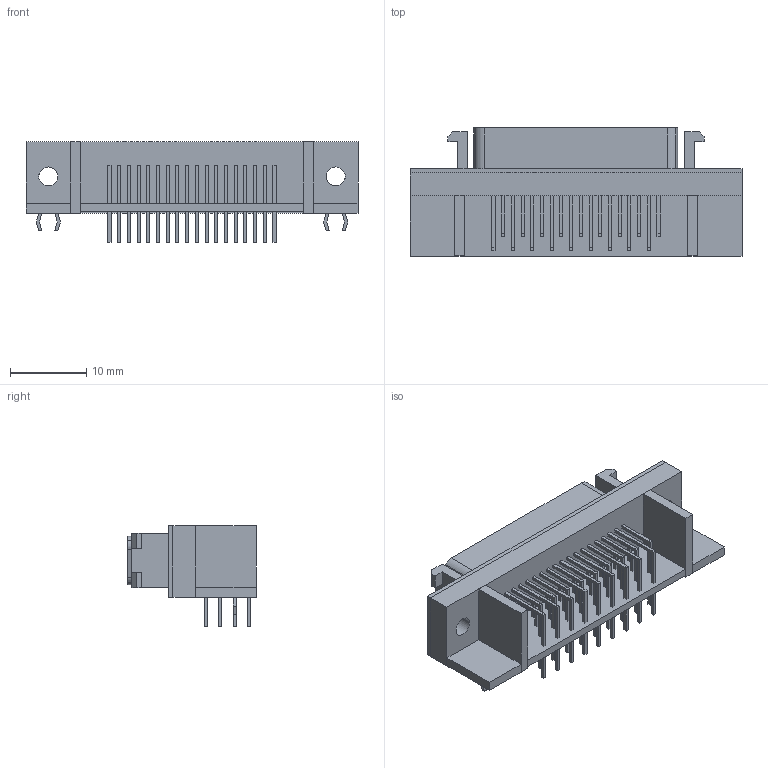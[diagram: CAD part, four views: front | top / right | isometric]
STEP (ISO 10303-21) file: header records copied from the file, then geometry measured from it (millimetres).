
FILE_DESCRIPTION((''),'2;1');
FILE_NAME('3M_10236-55G3PL.stp','2009-10-14T11:48:28',(''),(''),'Mechanical Desktop 2006','Mechanical Desktop 2006',', , ');
FILE_SCHEMA(('AUTOMOTIVE_DESIGN { 1 2 10303 214 0 1 1 1 }'));
Length unit declared in the file: millimetre
Products named in the file (1): Product
Bounding box: 43.43 x 16.76 x 13.21 mm (x, y, z)
Volume: 2683.1 mm3; surface area: 6030.3 mm2
Topology: 88 solids, 88 shells, 799 faces, 1836 edges, 1216 vertices
Faces by surface type: plane 767, cylinder 32
Entity records: 22307 total; most frequent: CARTESIAN_POINT 4478, ORIENTED_EDGE 3672, DIRECTION 3290, EDGE_CURVE 1836, VECTOR 1570, LINE 1570, VERTEX_POINT 1216, AXIS2_PLACEMENT_3D 860
